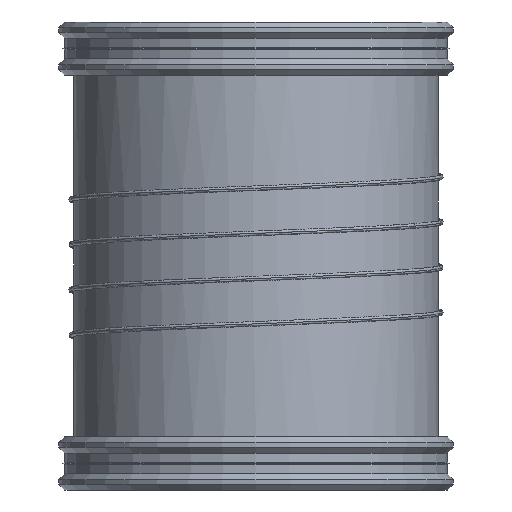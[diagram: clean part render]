
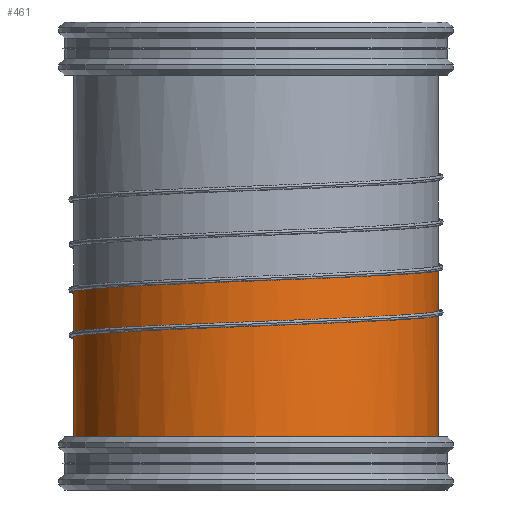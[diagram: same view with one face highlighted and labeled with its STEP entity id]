
A CAD part, left-side view. The second image highlights one B-rep face of the part: STEP entity #461.
In plain terms, the highlighted cylindrical face has radius 100.9 mm (diameter 201.8 mm), a full revolution.
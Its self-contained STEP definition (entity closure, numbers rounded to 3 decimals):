
#40=FACE_OUTER_BOUND('',#73,.T.);
#73=EDGE_LOOP('',(#312,#313,#314,#315,#316,#317,#318));
#109=CIRCLE('',#510,100.9);
#139=B_SPLINE_CURVE_WITH_KNOTS('',3,(#726,#727,#728,#729,#730,#731,#732,
#733,#734,#735,#736,#737,#738,#739,#740,#741,#742,#743,#744,#745,#746,#747,
#748,#749,#750,#751,#752,#753,#754,#755,#756,#757,#758,#759,#760,#761,#762,
#763,#764,#765,#766,#767,#768,#769,#770,#771),.UNSPECIFIED.,.F.,.F.,(4,
3,3,3,3,3,3,3,3,3,3,3,3,3,3,4),(4.712,5.154,5.596,
6.038,6.48,6.921,7.363,7.805,
8.247,8.689,9.13,9.572,10.014,
10.456,10.898,10.996),.UNSPECIFIED.);
#140=B_SPLINE_CURVE_WITH_KNOTS('',3,(#776,#777,#778,#779,#780,#781,#782,
#783,#784,#785,#786,#787,#788,#789,#790,#791,#792,#793,#794,#795,#796,#797,
#798,#799,#800,#801,#802,#803,#804,#805,#806,#807,#808,#809),
 .UNSPECIFIED.,.F.,.F.,(4,3,3,3,3,3,3,3,3,3,3,4),(0.,0.442,
0.884,1.325,1.767,2.209,2.651,
3.093,3.534,3.976,4.418,4.712),
 .UNSPECIFIED.);
#150=LINE('',#725,#177);
#151=LINE('',#773,#178);
#177=VECTOR('',#574,100.9);
#178=VECTOR('',#575,100.9);
#204=VERTEX_POINT('',#723);
#205=VERTEX_POINT('',#724);
#206=VERTEX_POINT('',#772);
#207=VERTEX_POINT('',#775);
#244=EDGE_CURVE('',#204,#205,#150,.T.);
#245=EDGE_CURVE('',#204,#205,#139,.T.);
#246=EDGE_CURVE('',#206,#204,#151,.T.);
#247=EDGE_CURVE('',#206,#206,#109,.T.);
#248=EDGE_CURVE('',#207,#204,#140,.T.);
#312=ORIENTED_EDGE('',*,*,#244,.T.);
#313=ORIENTED_EDGE('',*,*,#245,.F.);
#314=ORIENTED_EDGE('',*,*,#246,.F.);
#315=ORIENTED_EDGE('',*,*,#247,.F.);
#316=ORIENTED_EDGE('',*,*,#246,.T.);
#317=ORIENTED_EDGE('',*,*,#248,.F.);
#318=ORIENTED_EDGE('',*,*,#248,.T.);
#448=CYLINDRICAL_SURFACE('',#509,100.9);
#461=ADVANCED_FACE('',(#40),#448,.T.);
#509=AXIS2_PLACEMENT_3D('',#722,#572,#573);
#510=AXIS2_PLACEMENT_3D('',#774,#576,#577);
#572=DIRECTION('center_axis',(0.,0.,-1.));
#573=DIRECTION('ref_axis',(0.,1.,0.));
#574=DIRECTION('',(0.,0.,1.));
#575=DIRECTION('',(0.,0.,1.));
#576=DIRECTION('center_axis',(0.,0.,-1.));
#577=DIRECTION('ref_axis',(1.,0.,0.));
#722=CARTESIAN_POINT('Origin',(0.,0.,100.001));
#723=CARTESIAN_POINT('',(0.,-100.9,68.75));
#724=CARTESIAN_POINT('',(0.,-100.9,93.75));
#725=CARTESIAN_POINT('',(0.,-100.9,100.001));
#726=CARTESIAN_POINT('Ctrl Pts',(0.,-100.9,68.75));
#727=CARTESIAN_POINT('Ctrl Pts',(14.859,-100.9,69.336));
#728=CARTESIAN_POINT('Ctrl Pts',(29.709,-97.565,69.922));
#729=CARTESIAN_POINT('Ctrl Pts',(43.142,-91.212,70.508));
#730=CARTESIAN_POINT('Ctrl Pts',(56.574,-84.858,71.094));
#731=CARTESIAN_POINT('Ctrl Pts',(68.573,-75.494,71.68));
#732=CARTESIAN_POINT('Ctrl Pts',(77.999,-64.008,72.266));
#733=CARTESIAN_POINT('Ctrl Pts',(87.425,-52.521,72.852));
#734=CARTESIAN_POINT('Ctrl Pts',(94.268,-38.926,73.438));
#735=CARTESIAN_POINT('Ctrl Pts',(97.877,-24.512,74.024));
#736=CARTESIAN_POINT('Ctrl Pts',(101.487,-10.098,74.61));
#737=CARTESIAN_POINT('Ctrl Pts',(101.86,5.117,75.196));
#738=CARTESIAN_POINT('Ctrl Pts',(98.96,19.691,75.782));
#739=CARTESIAN_POINT('Ctrl Pts',(96.06,34.265,76.367));
#740=CARTESIAN_POINT('Ctrl Pts',(89.891,48.178,76.953));
#741=CARTESIAN_POINT('Ctrl Pts',(81.039,60.113,77.539));
#742=CARTESIAN_POINT('Ctrl Pts',(72.186,72.047,78.125));
#743=CARTESIAN_POINT('Ctrl Pts',(60.661,81.987,78.711));
#744=CARTESIAN_POINT('Ctrl Pts',(47.555,88.99,79.297));
#745=CARTESIAN_POINT('Ctrl Pts',(34.45,95.994,79.883));
#746=CARTESIAN_POINT('Ctrl Pts',(19.781,100.052,80.469));
#747=CARTESIAN_POINT('Ctrl Pts',(4.94,100.779,81.055));
#748=CARTESIAN_POINT('Ctrl Pts',(-9.902,101.506,81.641));
#749=CARTESIAN_POINT('Ctrl Pts',(-24.897,98.903,82.227));
#750=CARTESIAN_POINT('Ctrl Pts',(-38.625,93.214,82.813));
#751=CARTESIAN_POINT('Ctrl Pts',(-52.352,87.526,83.399));
#752=CARTESIAN_POINT('Ctrl Pts',(-64.795,78.761,83.985));
#753=CARTESIAN_POINT('Ctrl Pts',(-74.772,67.749,84.571));
#754=CARTESIAN_POINT('Ctrl Pts',(-84.749,56.738,85.157));
#755=CARTESIAN_POINT('Ctrl Pts',(-92.249,43.494,85.743));
#756=CARTESIAN_POINT('Ctrl Pts',(-96.56,29.274,86.329));
#757=CARTESIAN_POINT('Ctrl Pts',(-100.871,15.054,86.915));
#758=CARTESIAN_POINT('Ctrl Pts',(-101.988,-0.125,87.501));
#759=CARTESIAN_POINT('Ctrl Pts',(-99.805,-14.823,88.087));
#760=CARTESIAN_POINT('Ctrl Pts',(-97.622,-29.521,88.673));
#761=CARTESIAN_POINT('Ctrl Pts',(-92.142,-43.72,89.259));
#762=CARTESIAN_POINT('Ctrl Pts',(-83.884,-56.073,89.845));
#763=CARTESIAN_POINT('Ctrl Pts',(-75.627,-68.427,90.43));
#764=CARTESIAN_POINT('Ctrl Pts',(-64.602,-78.919,91.016));
#765=CARTESIAN_POINT('Ctrl Pts',(-51.855,-86.556,91.602));
#766=CARTESIAN_POINT('Ctrl Pts',(-39.108,-94.192,92.188));
#767=CARTESIAN_POINT('Ctrl Pts',(-24.655,-98.963,92.774));
#768=CARTESIAN_POINT('Ctrl Pts',(-9.867,-100.416,93.36));
#769=CARTESIAN_POINT('Ctrl Pts',(-6.589,-100.739,93.49));
#770=CARTESIAN_POINT('Ctrl Pts',(-3.294,-100.9,93.62));
#771=CARTESIAN_POINT('Ctrl Pts',(0.,-100.9,93.75));
#772=CARTESIAN_POINT('',(0.,-100.9,0.001));
#773=CARTESIAN_POINT('',(0.,-100.9,100.001));
#774=CARTESIAN_POINT('Origin',(0.,0.,0.001));
#775=CARTESIAN_POINT('',(100.9,0.,50.));
#776=CARTESIAN_POINT('Ctrl Pts',(100.9,0.,50.));
#777=CARTESIAN_POINT('Ctrl Pts',(100.9,14.859,50.586));
#778=CARTESIAN_POINT('Ctrl Pts',(97.565,29.709,51.172));
#779=CARTESIAN_POINT('Ctrl Pts',(91.212,43.142,51.758));
#780=CARTESIAN_POINT('Ctrl Pts',(84.858,56.574,52.344));
#781=CARTESIAN_POINT('Ctrl Pts',(75.494,68.573,52.93));
#782=CARTESIAN_POINT('Ctrl Pts',(64.008,77.999,53.516));
#783=CARTESIAN_POINT('Ctrl Pts',(52.521,87.425,54.102));
#784=CARTESIAN_POINT('Ctrl Pts',(38.926,94.268,54.688));
#785=CARTESIAN_POINT('Ctrl Pts',(24.512,97.877,55.274));
#786=CARTESIAN_POINT('Ctrl Pts',(10.098,101.487,55.86));
#787=CARTESIAN_POINT('Ctrl Pts',(-5.117,101.86,56.446));
#788=CARTESIAN_POINT('Ctrl Pts',(-19.691,98.96,57.032));
#789=CARTESIAN_POINT('Ctrl Pts',(-34.265,96.06,57.617));
#790=CARTESIAN_POINT('Ctrl Pts',(-48.178,89.891,58.203));
#791=CARTESIAN_POINT('Ctrl Pts',(-60.113,81.039,58.789));
#792=CARTESIAN_POINT('Ctrl Pts',(-72.047,72.186,59.375));
#793=CARTESIAN_POINT('Ctrl Pts',(-81.987,60.661,59.961));
#794=CARTESIAN_POINT('Ctrl Pts',(-88.99,47.555,60.547));
#795=CARTESIAN_POINT('Ctrl Pts',(-95.994,34.45,61.133));
#796=CARTESIAN_POINT('Ctrl Pts',(-100.052,19.781,61.719));
#797=CARTESIAN_POINT('Ctrl Pts',(-100.779,4.94,62.305));
#798=CARTESIAN_POINT('Ctrl Pts',(-101.506,-9.902,62.891));
#799=CARTESIAN_POINT('Ctrl Pts',(-98.903,-24.897,63.477));
#800=CARTESIAN_POINT('Ctrl Pts',(-93.214,-38.625,64.063));
#801=CARTESIAN_POINT('Ctrl Pts',(-87.526,-52.352,64.649));
#802=CARTESIAN_POINT('Ctrl Pts',(-78.761,-64.795,65.235));
#803=CARTESIAN_POINT('Ctrl Pts',(-67.749,-74.772,65.821));
#804=CARTESIAN_POINT('Ctrl Pts',(-56.738,-84.749,66.407));
#805=CARTESIAN_POINT('Ctrl Pts',(-43.494,-92.249,66.993));
#806=CARTESIAN_POINT('Ctrl Pts',(-29.274,-96.56,67.579));
#807=CARTESIAN_POINT('Ctrl Pts',(-19.8,-99.432,67.969));
#808=CARTESIAN_POINT('Ctrl Pts',(-9.9,-100.9,68.36));
#809=CARTESIAN_POINT('Ctrl Pts',(0.,-100.9,68.75));
